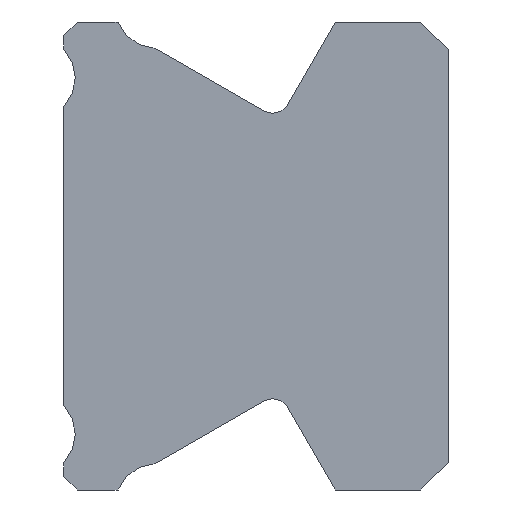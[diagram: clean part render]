
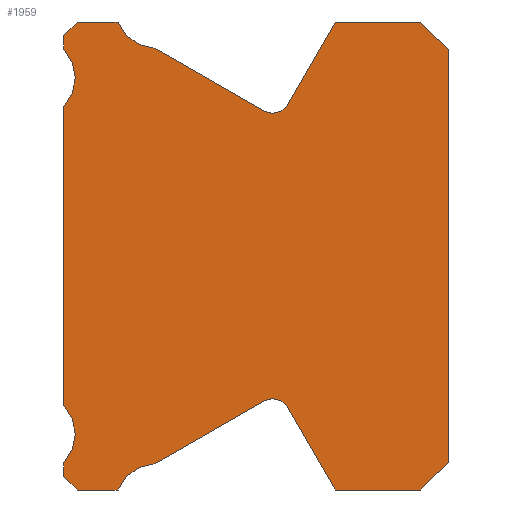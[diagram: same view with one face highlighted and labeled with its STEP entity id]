
A CAD part, left-side view. The second image highlights one B-rep face of the part: STEP entity #1959.
In plain terms, the highlighted planar face has unit normal (-1, 0, 0).
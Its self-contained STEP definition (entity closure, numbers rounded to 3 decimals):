
#20=CIRCLE('',#2089,2.48);
#22=CIRCLE('',#2093,1.);
#62=CIRCLE('',#2141,1.);
#64=CIRCLE('',#2145,2.48);
#66=CIRCLE('',#2151,2.48);
#106=CIRCLE('',#2193,2.48);
#452=ORIENTED_EDGE('',*,*,#702,.F.);
#453=ORIENTED_EDGE('',*,*,#842,.F.);
#454=ORIENTED_EDGE('',*,*,#839,.F.);
#455=ORIENTED_EDGE('',*,*,#836,.T.);
#456=ORIENTED_EDGE('',*,*,#833,.F.);
#457=ORIENTED_EDGE('',*,*,#792,.T.);
#458=ORIENTED_EDGE('',*,*,#789,.F.);
#459=ORIENTED_EDGE('',*,*,#786,.F.);
#460=ORIENTED_EDGE('',*,*,#783,.F.);
#461=ORIENTED_EDGE('',*,*,#780,.T.);
#462=ORIENTED_EDGE('',*,*,#777,.F.);
#463=ORIENTED_EDGE('',*,*,#774,.T.);
#464=ORIENTED_EDGE('',*,*,#771,.F.);
#465=ORIENTED_EDGE('',*,*,#768,.F.);
#466=ORIENTED_EDGE('',*,*,#765,.F.);
#467=ORIENTED_EDGE('',*,*,#762,.F.);
#468=ORIENTED_EDGE('',*,*,#721,.F.);
#469=ORIENTED_EDGE('',*,*,#718,.F.);
#470=ORIENTED_EDGE('',*,*,#715,.F.);
#471=ORIENTED_EDGE('',*,*,#712,.T.);
#472=ORIENTED_EDGE('',*,*,#709,.F.);
#473=ORIENTED_EDGE('',*,*,#706,.T.);
#702=EDGE_CURVE('',#920,#921,#1116,.T.);
#706=EDGE_CURVE('',#924,#921,#20,.T.);
#709=EDGE_CURVE('',#924,#926,#1121,.T.);
#712=EDGE_CURVE('',#928,#926,#22,.T.);
#715=EDGE_CURVE('',#928,#930,#1125,.T.);
#718=EDGE_CURVE('',#930,#932,#1128,.T.);
#721=EDGE_CURVE('',#932,#934,#1131,.T.);
#762=EDGE_CURVE('',#934,#974,#1134,.T.);
#765=EDGE_CURVE('',#974,#976,#1137,.T.);
#768=EDGE_CURVE('',#976,#978,#1140,.T.);
#771=EDGE_CURVE('',#978,#980,#1143,.T.);
#774=EDGE_CURVE('',#982,#980,#62,.T.);
#777=EDGE_CURVE('',#982,#984,#1147,.T.);
#780=EDGE_CURVE('',#986,#984,#64,.T.);
#783=EDGE_CURVE('',#986,#988,#1151,.T.);
#786=EDGE_CURVE('',#988,#990,#1154,.T.);
#789=EDGE_CURVE('',#990,#992,#1157,.T.);
#792=EDGE_CURVE('',#994,#992,#66,.T.);
#833=EDGE_CURVE('',#994,#1034,#1161,.T.);
#836=EDGE_CURVE('',#1036,#1034,#106,.T.);
#839=EDGE_CURVE('',#1036,#1038,#1165,.T.);
#842=EDGE_CURVE('',#1038,#920,#1168,.T.);
#920=VERTEX_POINT('',#3052);
#921=VERTEX_POINT('',#3053);
#924=VERTEX_POINT('',#3061);
#926=VERTEX_POINT('',#3067);
#928=VERTEX_POINT('',#3073);
#930=VERTEX_POINT('',#3079);
#932=VERTEX_POINT('',#3085);
#934=VERTEX_POINT('',#3091);
#974=VERTEX_POINT('',#3173);
#976=VERTEX_POINT('',#3179);
#978=VERTEX_POINT('',#3185);
#980=VERTEX_POINT('',#3191);
#982=VERTEX_POINT('',#3197);
#984=VERTEX_POINT('',#3203);
#986=VERTEX_POINT('',#3209);
#988=VERTEX_POINT('',#3215);
#990=VERTEX_POINT('',#3221);
#992=VERTEX_POINT('',#3227);
#994=VERTEX_POINT('',#3233);
#1034=VERTEX_POINT('',#3315);
#1036=VERTEX_POINT('',#3321);
#1038=VERTEX_POINT('',#3327);
#1116=LINE('',#3051,#1170);
#1121=LINE('',#3066,#1175);
#1125=LINE('',#3078,#1179);
#1128=LINE('',#3084,#1182);
#1131=LINE('',#3090,#1185);
#1134=LINE('',#3172,#1188);
#1137=LINE('',#3178,#1191);
#1140=LINE('',#3184,#1194);
#1143=LINE('',#3190,#1197);
#1147=LINE('',#3202,#1201);
#1151=LINE('',#3214,#1205);
#1154=LINE('',#3220,#1208);
#1157=LINE('',#3226,#1211);
#1161=LINE('',#3314,#1215);
#1165=LINE('',#3326,#1219);
#1168=LINE('',#3332,#1222);
#1170=VECTOR('',#2393,1000.);
#1175=VECTOR('',#2406,1000.);
#1179=VECTOR('',#2418,1000.);
#1182=VECTOR('',#2423,1000.);
#1185=VECTOR('',#2428,1000.);
#1188=VECTOR('',#2509,1000.);
#1191=VECTOR('',#2514,1000.);
#1194=VECTOR('',#2519,1000.);
#1197=VECTOR('',#2524,1000.);
#1201=VECTOR('',#2536,1000.);
#1205=VECTOR('',#2548,1000.);
#1208=VECTOR('',#2553,1000.);
#1211=VECTOR('',#2558,1000.);
#1215=VECTOR('',#2646,1000.);
#1219=VECTOR('',#2658,1000.);
#1222=VECTOR('',#2663,1000.);
#1323=EDGE_LOOP('',(#452,#453,#454,#455,#456,#457,#458,#459,#460,#461,#462,
#463,#464,#465,#466,#467,#468,#469,#470,#471,#472,#473));
#1651=FACE_BOUND('',#1323,.T.);
#1897=PLANE('',#2198);
#1959=ADVANCED_FACE('',(#1651),#1897,.F.);
#2089=AXIS2_PLACEMENT_3D('',#3060,#2399,#2400);
#2093=AXIS2_PLACEMENT_3D('',#3072,#2411,#2412);
#2141=AXIS2_PLACEMENT_3D('',#3196,#2529,#2530);
#2145=AXIS2_PLACEMENT_3D('',#3208,#2541,#2542);
#2151=AXIS2_PLACEMENT_3D('',#3232,#2563,#2564);
#2193=AXIS2_PLACEMENT_3D('',#3320,#2651,#2652);
#2198=AXIS2_PLACEMENT_3D('',#3335,#2667,#2668);
#2393=DIRECTION('',(0.,-1.,0.));
#2399=DIRECTION('',(1.,0.,0.));
#2400=DIRECTION('',(0.,0.,-1.));
#2406=DIRECTION('',(0.,-0.867,-0.499));
#2411=DIRECTION('',(1.,0.,0.));
#2412=DIRECTION('',(0.,0.,-1.));
#2418=DIRECTION('',(0.,-0.501,0.865));
#2423=DIRECTION('',(0.,-1.,0.));
#2428=DIRECTION('',(0.,-0.707,-0.707));
#2509=DIRECTION('',(0.,0.,-1.));
#2514=DIRECTION('',(0.,0.707,-0.707));
#2519=DIRECTION('',(0.,1.,0.));
#2524=DIRECTION('',(0.,0.501,0.865));
#2529=DIRECTION('',(1.,0.,0.));
#2530=DIRECTION('',(0.,0.,-1.));
#2536=DIRECTION('',(0.,0.867,-0.499));
#2541=DIRECTION('',(1.,0.,0.));
#2542=DIRECTION('',(0.,0.,-1.));
#2548=DIRECTION('',(0.,1.,0.));
#2553=DIRECTION('',(0.,0.707,0.707));
#2558=DIRECTION('',(0.,0.,1.));
#2563=DIRECTION('',(1.,0.,0.));
#2564=DIRECTION('',(0.,0.,-1.));
#2646=DIRECTION('',(0.,0.,1.));
#2651=DIRECTION('',(1.,0.,0.));
#2652=DIRECTION('',(0.,0.,-1.));
#2658=DIRECTION('',(0.,0.,1.));
#2663=DIRECTION('',(0.,-0.707,0.707));
#2667=DIRECTION('',(1.,0.,0.));
#2668=DIRECTION('',(0.,0.,-1.));
#3051=CARTESIAN_POINT('',(-20.,22.2,14.));
#3052=CARTESIAN_POINT('',(-20.,22.2,14.));
#3053=CARTESIAN_POINT('',(-20.,19.753,14.));
#3060=CARTESIAN_POINT('',(-20.,17.441,14.897));
#3061=CARTESIAN_POINT('',(-20.,17.541,12.419));
#3066=CARTESIAN_POINT('',(-20.,17.541,12.419));
#3067=CARTESIAN_POINT('',(-20.,11.005,8.659));
#3072=CARTESIAN_POINT('',(-20.,10.506,9.526));
#3073=CARTESIAN_POINT('',(-20.,9.641,9.025));
#3078=CARTESIAN_POINT('',(-20.,9.641,9.025));
#3079=CARTESIAN_POINT('',(-20.,6.759,14.));
#3084=CARTESIAN_POINT('',(-20.,6.759,14.));
#3085=CARTESIAN_POINT('',(-20.,1.65,14.));
#3090=CARTESIAN_POINT('',(-20.,1.65,14.));
#3091=CARTESIAN_POINT('',(-20.,0.,12.35));
#3172=CARTESIAN_POINT('',(-20.,0.,12.35));
#3173=CARTESIAN_POINT('',(-20.,0.,-12.35));
#3178=CARTESIAN_POINT('',(-20.,0.,-12.35));
#3179=CARTESIAN_POINT('',(-20.,1.65,-14.));
#3184=CARTESIAN_POINT('',(-20.,1.65,-14.));
#3185=CARTESIAN_POINT('',(-20.,6.759,-14.));
#3190=CARTESIAN_POINT('',(-20.,6.759,-14.));
#3191=CARTESIAN_POINT('',(-20.,9.641,-9.025));
#3196=CARTESIAN_POINT('',(-20.,10.506,-9.526));
#3197=CARTESIAN_POINT('',(-20.,11.005,-8.659));
#3202=CARTESIAN_POINT('',(-20.,11.005,-8.659));
#3203=CARTESIAN_POINT('',(-20.,17.541,-12.419));
#3208=CARTESIAN_POINT('',(-20.,17.441,-14.897));
#3209=CARTESIAN_POINT('',(-20.,19.753,-14.));
#3214=CARTESIAN_POINT('',(-20.,19.753,-14.));
#3215=CARTESIAN_POINT('',(-20.,22.2,-14.));
#3220=CARTESIAN_POINT('',(-20.,22.2,-14.));
#3221=CARTESIAN_POINT('',(-20.,23.,-13.2));
#3226=CARTESIAN_POINT('',(-20.,23.,-13.2));
#3227=CARTESIAN_POINT('',(-20.,23.,-12.369));
#3232=CARTESIAN_POINT('',(-20.,24.796,-10.659));
#3233=CARTESIAN_POINT('',(-20.,23.,-8.949));
#3314=CARTESIAN_POINT('',(-20.,23.,-8.949));
#3315=CARTESIAN_POINT('',(-20.,23.,8.949));
#3320=CARTESIAN_POINT('',(-20.,24.796,10.659));
#3321=CARTESIAN_POINT('',(-20.,23.,12.369));
#3326=CARTESIAN_POINT('',(-20.,23.,12.369));
#3327=CARTESIAN_POINT('',(-20.,23.,13.2));
#3332=CARTESIAN_POINT('',(-20.,23.,13.2));
#3335=CARTESIAN_POINT('',(-20.,17.441,14.897));
